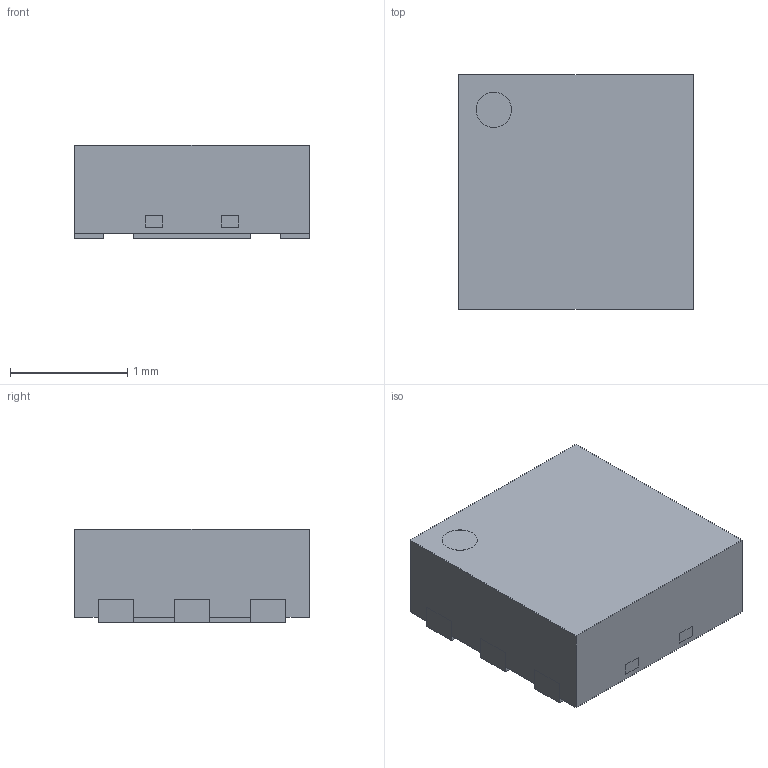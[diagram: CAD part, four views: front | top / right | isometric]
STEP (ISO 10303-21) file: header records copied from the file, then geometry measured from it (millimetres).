
FILE_DESCRIPTION (( 'STEP AP214' ), '1' );
FILE_NAME ('WSON6_2x2_P0.STEP', '2019-02-10T09:03:20', ( '' ), ( '' ), 'SwSTEP 2.0', 'SolidWorks 2018', '' );
FILE_SCHEMA (( 'AUTOMOTIVE_DESIGN' ));
Length unit declared in the file: millimetre
Products named in the file (1): WSON6_2x2_P0
Bounding box: 2 x 2 x 0.8 mm (x, y, z)
Volume: 3.1 mm3; surface area: 24.4 mm2
Topology: 8 solids, 8 shells, 120 faces, 312 edges, 208 vertices
Faces by surface type: plane 118, cylinder 2
Entity records: 3779 total; most frequent: CARTESIAN_POINT 641, ORIENTED_EDGE 624, DIRECTION 558, EDGE_CURVE 312, LINE 308, VECTOR 308, VERTEX_POINT 208, EDGE_LOOP 128
